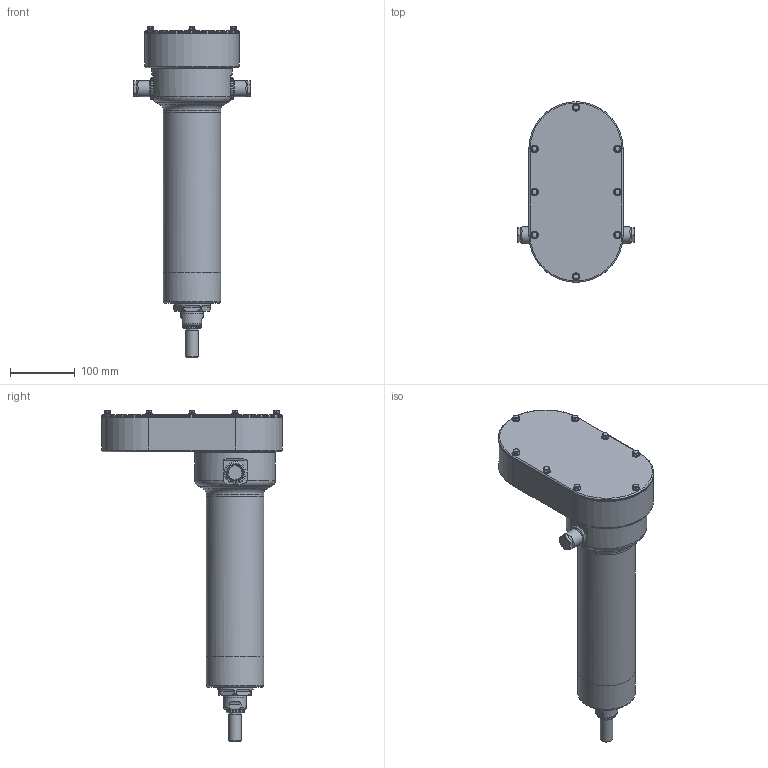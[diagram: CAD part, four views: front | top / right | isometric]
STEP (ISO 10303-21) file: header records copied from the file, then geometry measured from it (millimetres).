
FILE_DESCRIPTION (( 'STEP AP203' ), '1' );
FILE_NAME ('RS-487060-1.step', '2025-04-25T20:45:09', ( '' ), ( '' ), 'SwSTEP 2.0', 'SolidWorks 2024', '' );
FILE_SCHEMA (( 'CONFIG_CONTROL_DESIGN' ));
Length unit declared in the file: inch
Products named in the file (4): Base_RS-487060-1; tempJoin0_21259035_RS-487060-1; RS-487060-1; tempJoin0_21259004_RS-487060-1
Assembly tree (3 placements, depth 2):
  RS-487060-1
    tempJoin0_21259004_RS-487060-1
    tempJoin0_21259035_RS-487060-1
    Base_RS-487060-1
Bounding box: 182.15 x 279.45 x 512.21 mm (x, y, z)
Volume: 3309560.2 mm3; surface area: 605806.3 mm2
Topology: 4 solids, 55 shells, 3118 faces, 8297 edges, 5322 vertices
Faces by surface type: cylinder 1322, plane 966, bspline 438, torus 191, cone 191, sphere 10
Full cylindrical faces by diameter (mm): 3.242 x15, 4.2 x9, 4.254 x10, 5 x20, 5.588 x8, 6 x17, 6.35 x5, 6.401 x1, 6.477 x2, 6.5 x12, 6.7 x16, 7.01 x10, 7.938 x1, 7.949 x9, 8 x9, 10 x9, 10.76 x1, 11.1 x12, 12.42 x1, 12.675 x1, 14.351 x1, 15 x2, 15.088 x1, 15.164 x1, 17.422 x1, 17.93 x1, 17.986 x1, 18 x1, 19.037 x1, 19.05 x1
Entity records: 111831 total; most frequent: CARTESIAN_POINT 37704, DIRECTION 15385, ORIENTED_EDGE 15152, EDGE_CURVE 7576, AXIS2_PLACEMENT_3D 6117, VERTEX_POINT 5090, EDGE_LOOP 3884, FACE_OUTER_BOUND 3478
